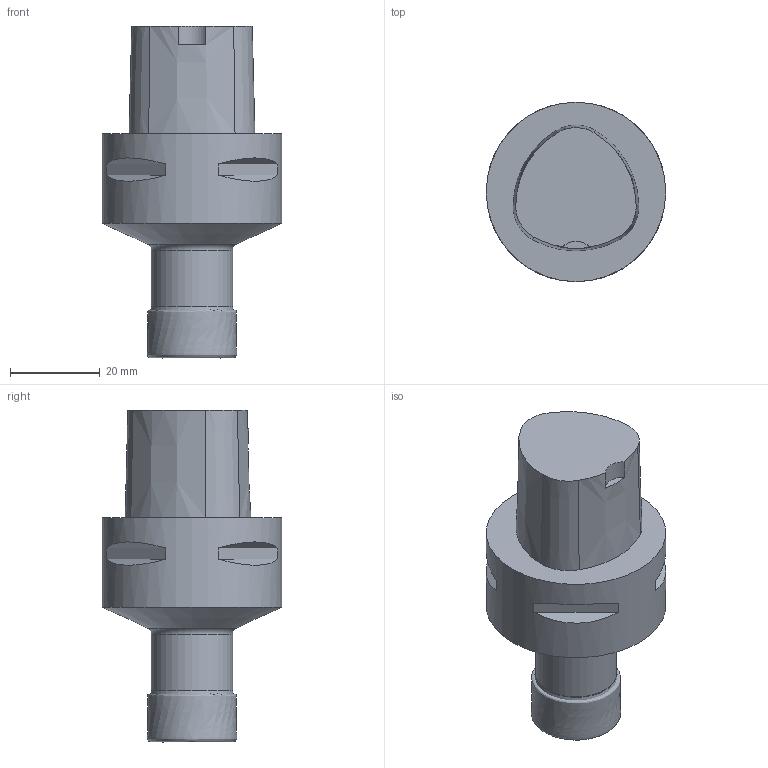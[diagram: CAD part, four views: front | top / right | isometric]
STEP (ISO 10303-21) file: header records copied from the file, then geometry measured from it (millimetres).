
FILE_DESCRIPTION(/* description */ (''),/* implementation_level */ '2;1');
FILE_NAME(/* name */ 'toolassembly_1.stp',/* time_stamp */ '2019-06-27T12:26:18+02:00',/* author */ (''),/* organization */ ('SMS'),/* preprocessor_version */ 'ST-DEVELOPER v16.7',/* originating_system */ 'SIEMENS PLM Software NX 12.0',/* authorisation */ '');
FILE_SCHEMA (('AUTOMOTIVE_DESIGN { 1 0 10303 214 3 1 1 1 }'));
Length unit declared in the file: millimetre
Products named in the file (4): CUT_20190627122521; NOCUT_20190627122452; ASSEMBLY_CONSTRUCTION; TOOLASSEMBLY_1
Assembly tree (3 placements, depth 2):
  TOOLASSEMBLY_1
    ASSEMBLY_CONSTRUCTION
    NOCUT_20190627122452
    CUT_20190627122521
Bounding box: 40 x 40 x 74 mm (x, y, z)
Volume: 51440 mm3; surface area: 10085.9 mm2
Topology: 2 solids, 2 shells, 38 faces, 81 edges, 58 vertices
Faces by surface type: plane 17, cone 11, torus 6, cylinder 3, bspline 1
Full cylindrical faces by diameter (mm): 18.085 x1, 40 x1
Entity records: 6627 total; most frequent: CARTESIAN_POINT 5667, DIRECTION 196, ORIENTED_EDGE 126, AXIS2_PLACEMENT_3D 87, EDGE_CURVE 63, EDGE_LOOP 56, VERTEX_POINT 48, ADVANCED_FACE 38
